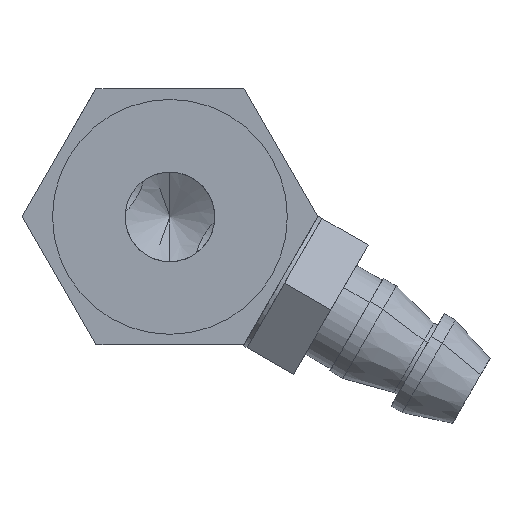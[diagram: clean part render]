
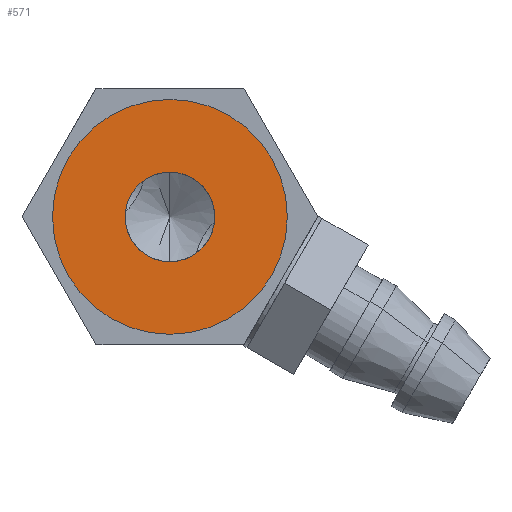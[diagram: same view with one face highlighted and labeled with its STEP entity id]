
A CAD part, front view. The second image highlights one B-rep face of the part: STEP entity #571.
In plain terms, the highlighted planar face has unit normal (0, -1, 0).
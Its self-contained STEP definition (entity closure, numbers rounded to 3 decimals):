
#86 = EDGE_CURVE ( 'NONE', #1328, #1329, #487, .T. ) ;
#97 = DIRECTION ( 'NONE',  ( 0., 0., -1. ) ) ;
#102 = ORIENTED_EDGE ( 'NONE', *, *, #1730, .F. ) ;
#158 = CARTESIAN_POINT ( 'NONE',  ( -14.935, 0.637, 10.411 ) ) ;
#178 = ORIENTED_EDGE ( 'NONE', *, *, #86, .T. ) ;
#181 = AXIS2_PLACEMENT_3D ( 'NONE', #1714, #449, #1932 ) ;
#290 = EDGE_CURVE ( 'NONE', #1329, #1328, #2553, .T. ) ;
#382 = DIRECTION ( 'NONE',  ( 0., -1., 0. ) ) ;
#408 = CARTESIAN_POINT ( 'NONE',  ( -14.935, 0.637, 18.011 ) ) ;
#449 = DIRECTION ( 'NONE',  ( 0., -1., 0. ) ) ;
#487 = CIRCLE ( 'NONE', #1860, 5.5 ) ;
#571 = ADVANCED_FACE ( 'NONE', ( #1631, #2690 ), #1042, .T. ) ;
#683 = VERTEX_POINT ( 'NONE', #1727 ) ;
#807 = EDGE_LOOP ( 'NONE', ( #1696, #102 ) ) ;
#844 = CARTESIAN_POINT ( 'NONE',  ( -14.935, 0.637, 12.511 ) ) ;
#977 = DIRECTION ( 'NONE',  ( 0., -1., 0. ) ) ;
#1042 = PLANE ( 'NONE',  #1883 ) ;
#1047 = CARTESIAN_POINT ( 'NONE',  ( -14.935, 0.637, 7.011 ) ) ;
#1054 = DIRECTION ( 'NONE',  ( 0., 0., -1. ) ) ;
#1060 = VERTEX_POINT ( 'NONE', #158 ) ;
#1328 = VERTEX_POINT ( 'NONE', #408 ) ;
#1329 = VERTEX_POINT ( 'NONE', #1047 ) ;
#1390 = DIRECTION ( 'NONE',  ( 0., -1., 0. ) ) ;
#1613 = ORIENTED_EDGE ( 'NONE', *, *, #290, .T. ) ;
#1631 = FACE_BOUND ( 'NONE', #807, .T. ) ;
#1661 = CARTESIAN_POINT ( 'NONE',  ( -14.935, 0.637, 12.511 ) ) ;
#1696 = ORIENTED_EDGE ( 'NONE', *, *, #2438, .F. ) ;
#1714 = CARTESIAN_POINT ( 'NONE',  ( -14.935, 0.637, 12.511 ) ) ;
#1727 = CARTESIAN_POINT ( 'NONE',  ( -14.935, 0.637, 14.611 ) ) ;
#1730 = EDGE_CURVE ( 'NONE', #683, #1060, #2734, .T. ) ;
#1791 = CIRCLE ( 'NONE', #1900, 2.1 ) ;
#1860 = AXIS2_PLACEMENT_3D ( 'NONE', #1661, #382, #1872 ) ;
#1872 = DIRECTION ( 'NONE',  ( 0., 0., -1. ) ) ;
#1883 = AXIS2_PLACEMENT_3D ( 'NONE', #844, #2319, #1054 ) ;
#1900 = AXIS2_PLACEMENT_3D ( 'NONE', #2660, #1390, #97 ) ;
#1932 = DIRECTION ( 'NONE',  ( 0., 0., -1. ) ) ;
#2239 = CARTESIAN_POINT ( 'NONE',  ( -14.935, 0.637, 12.511 ) ) ;
#2319 = DIRECTION ( 'NONE',  ( 0., -1., 0. ) ) ;
#2438 = EDGE_CURVE ( 'NONE', #1060, #683, #1791, .T. ) ;
#2469 = DIRECTION ( 'NONE',  ( 0., 0., -1. ) ) ;
#2553 = CIRCLE ( 'NONE', #181, 5.5 ) ;
#2628 = AXIS2_PLACEMENT_3D ( 'NONE', #2239, #977, #2469 ) ;
#2633 = EDGE_LOOP ( 'NONE', ( #178, #1613 ) ) ;
#2660 = CARTESIAN_POINT ( 'NONE',  ( -14.935, 0.637, 12.511 ) ) ;
#2690 = FACE_OUTER_BOUND ( 'NONE', #2633, .T. ) ;
#2734 = CIRCLE ( 'NONE', #2628, 2.1 ) ;
